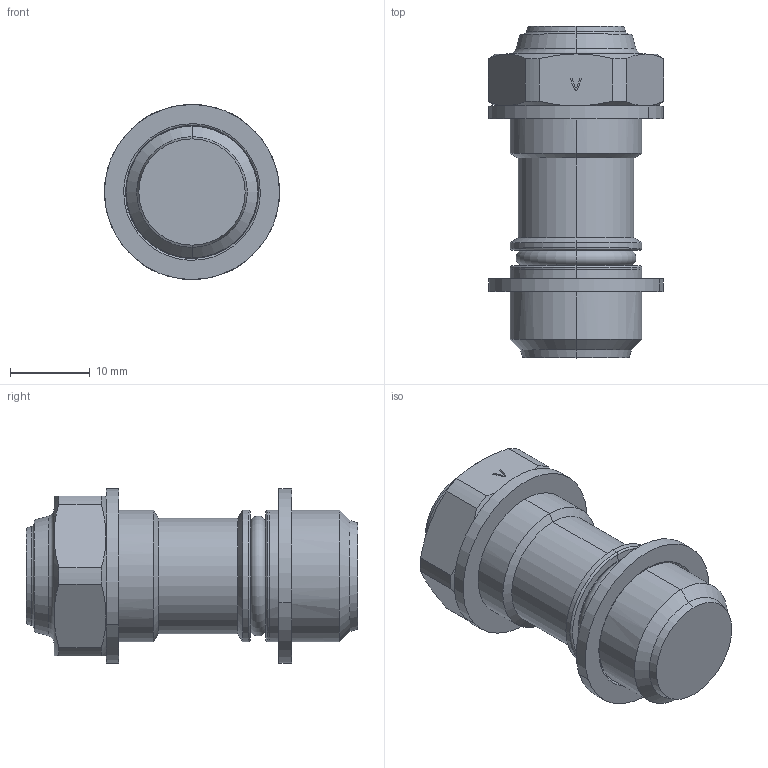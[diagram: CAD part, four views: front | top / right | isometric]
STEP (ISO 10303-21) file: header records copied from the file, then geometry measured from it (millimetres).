
FILE_DESCRIPTION (( 'STEP AP214' ), '1' );
FILE_NAME ('0891000004A.step', '2012-10-22T18:00:45', ( '' ), ( '' ), 'SwSTEP 2.0', 'SolidWorks 2012', '' );
FILE_SCHEMA (( 'AUTOMOTIVE_DESIGN' ));
Length unit declared in the file: millimetre
Products named in the file (1): 0891000004A
Bounding box: 21.99 x 41.5 x 21.88 mm (x, y, z)
Volume: 9287.2 mm3; surface area: 3712.3 mm2
Topology: 1 solids, 1 shells, 145 faces, 399 edges, 250 vertices
Faces by surface type: cylinder 48, plane 47, cone 30, torus 18, bspline 2
Entity records: 5615 total; most frequent: CARTESIAN_POINT 1037, DIRECTION 861, ORIENTED_EDGE 798, EDGE_CURVE 399, AXIS2_PLACEMENT_3D 370, VERTEX_POINT 250, CIRCLE 226, EDGE_LOOP 163
